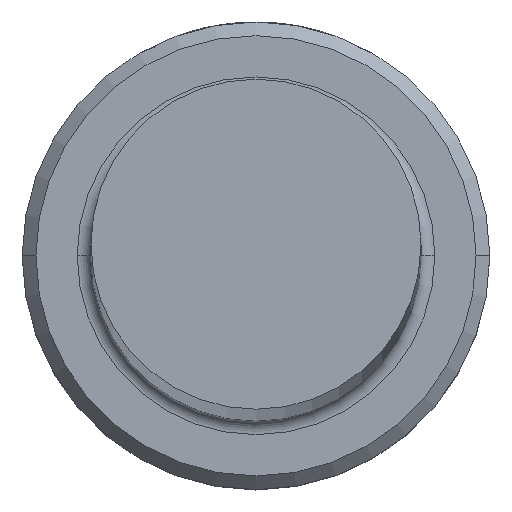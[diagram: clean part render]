
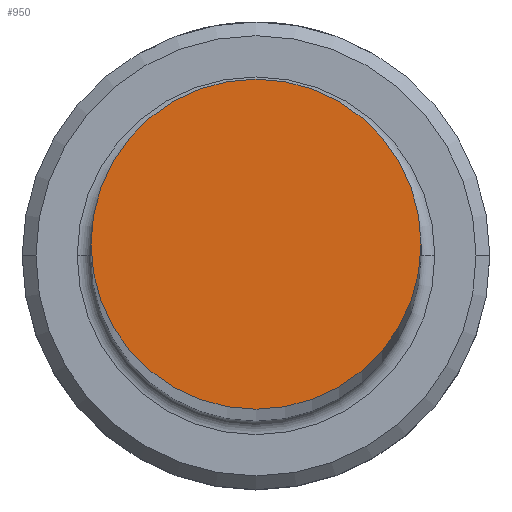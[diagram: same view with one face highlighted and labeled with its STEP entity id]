
A CAD part, top view. The second image highlights one B-rep face of the part: STEP entity #950.
In plain terms, the highlighted planar face has unit normal (0, 0, 1).
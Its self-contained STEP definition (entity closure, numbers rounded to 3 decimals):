
#6 = DIRECTION ( 'NONE',  ( 0., 0., 1. ) ) ;
#91 = AXIS2_PLACEMENT_3D ( 'NONE', #1122, #583, #682 ) ;
#100 = EDGE_LOOP ( 'NONE', ( #612, #383 ) ) ;
#120 = CIRCLE ( 'NONE', #1061, 6. ) ;
#260 = CARTESIAN_POINT ( 'NONE',  ( 6., 0., 250. ) ) ;
#323 = CARTESIAN_POINT ( 'NONE',  ( -6., 0., 250. ) ) ;
#377 = FACE_OUTER_BOUND ( 'NONE', #100, .T. ) ;
#383 = ORIENTED_EDGE ( 'NONE', *, *, #417, .T. ) ;
#417 = EDGE_CURVE ( 'NONE', #1104, #778, #120, .T. ) ;
#583 = DIRECTION ( 'NONE',  ( 0., 0., 1. ) ) ;
#612 = ORIENTED_EDGE ( 'NONE', *, *, #765, .T. ) ;
#682 = DIRECTION ( 'NONE',  ( 1., 0., 0. ) ) ;
#742 = DIRECTION ( 'NONE',  ( 0., 0., 1. ) ) ;
#765 = EDGE_CURVE ( 'NONE', #778, #1104, #1027, .T. ) ;
#778 = VERTEX_POINT ( 'NONE', #323 ) ;
#794 = DIRECTION ( 'NONE',  ( 1., 0., 0. ) ) ;
#926 = CARTESIAN_POINT ( 'NONE',  ( 0., 0., 250. ) ) ;
#950 = ADVANCED_FACE ( 'NONE', ( #377 ), #1043, .T. ) ;
#967 = DIRECTION ( 'NONE',  ( 1., 0., 0. ) ) ;
#978 = CARTESIAN_POINT ( 'NONE',  ( 0., 0., 250. ) ) ;
#1022 = AXIS2_PLACEMENT_3D ( 'NONE', #978, #6, #967 ) ;
#1027 = CIRCLE ( 'NONE', #1022, 6. ) ;
#1043 = PLANE ( 'NONE',  #91 ) ;
#1061 = AXIS2_PLACEMENT_3D ( 'NONE', #926, #742, #794 ) ;
#1104 = VERTEX_POINT ( 'NONE', #260 ) ;
#1122 = CARTESIAN_POINT ( 'NONE',  ( 0., 0., 250. ) ) ;
